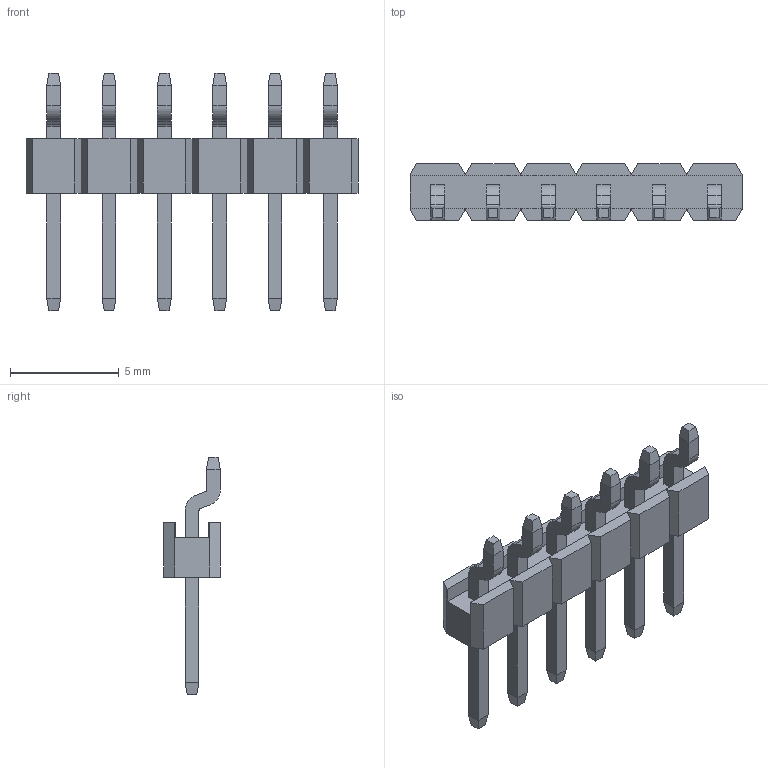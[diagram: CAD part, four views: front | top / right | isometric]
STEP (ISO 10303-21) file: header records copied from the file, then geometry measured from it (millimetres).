
FILE_DESCRIPTION (( 'STEP AP214' ), '1' );
FILE_NAME ('BG301-06-A-0540-L-B.STEP', '2024-03-22T22:40:39', ( '' ), ( '' ), 'SwSTEP 2.0', 'SolidWorks 2021', '' );
FILE_SCHEMA (( 'AUTOMOTIVE_DESIGN' ));
Length unit declared in the file: millimetre
Products named in the file (3): pin^BG301-xxx; body^BG301-xxx; BG301-06-A-0540-L-B
Assembly tree (7 placements, depth 2):
  BG301-06-A-0540-L-B
    body^BG301-xxx
    pin^BG301-xxx  x6
Bounding box: 15.24 x 2.6 x 10.9 mm (x, y, z)
Volume: 101.3 mm3; surface area: 395 mm2
Topology: 7 solids, 7 shells, 200 faces, 510 edges, 324 vertices
Faces by surface type: plane 176, cylinder 24
Entity records: 2992 total; most frequent: CARTESIAN_POINT 514, ORIENTED_EDGE 500, DIRECTION 458, EDGE_CURVE 250, VECTOR 242, LINE 242, VERTEX_POINT 164, AXIS2_PLACEMENT_3D 108
